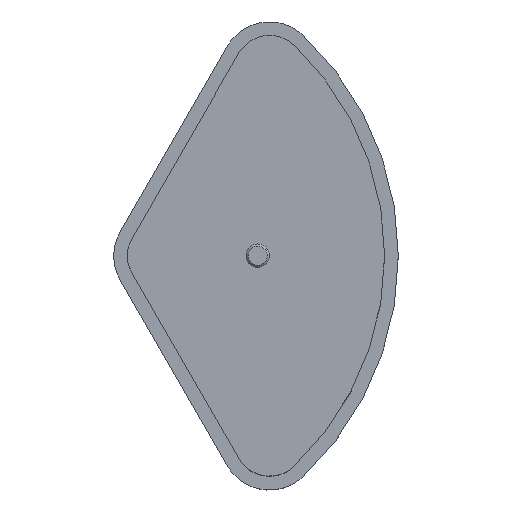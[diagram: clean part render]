
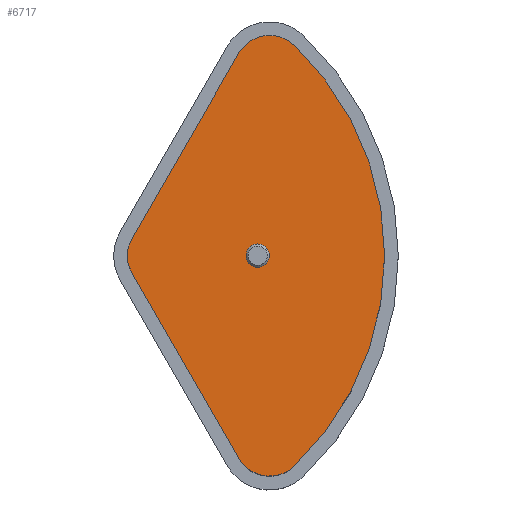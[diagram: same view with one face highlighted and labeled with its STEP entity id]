
A CAD part, top view. The second image highlights one B-rep face of the part: STEP entity #6717.
In plain terms, the highlighted planar face has unit normal (0, 0, 1).
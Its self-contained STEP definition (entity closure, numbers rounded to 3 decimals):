
#83 = EDGE_LOOP ( 'NONE', ( #1357, #13022, #654, #9549, #10702, #11847, #1469 ) ) ;
#328 = VECTOR ( 'NONE', #10284, 1000. ) ;
#566 = CARTESIAN_POINT ( 'NONE',  ( 44.6, 47.285, 32. ) ) ;
#588 = DIRECTION ( 'NONE',  ( -1., 0., 0. ) ) ;
#654 = ORIENTED_EDGE ( 'NONE', *, *, #10298, .F. ) ;
#851 = DIRECTION ( 'NONE',  ( 0., -1., 0. ) ) ;
#987 = FACE_OUTER_BOUND ( 'NONE', #83, .T. ) ;
#1344 = EDGE_CURVE ( 'NONE', #10174, #9638, #1684, .T. ) ;
#1357 = ORIENTED_EDGE ( 'NONE', *, *, #9363, .F. ) ;
#1375 = DIRECTION ( 'NONE',  ( -1., 0., 0. ) ) ;
#1469 = ORIENTED_EDGE ( 'NONE', *, *, #4559, .F. ) ;
#1505 = CIRCLE ( 'NONE', #10635, 9. ) ;
#1684 = LINE ( 'NONE', #12446, #328 ) ;
#1731 = CARTESIAN_POINT ( 'NONE',  ( 17.3, 0., 32. ) ) ;
#1844 = AXIS2_PLACEMENT_3D ( 'NONE', #1731, #14032, #10525 ) ;
#1873 = DIRECTION ( 'NONE',  ( -1., 0., 0. ) ) ;
#1917 = DIRECTION ( 'NONE',  ( -0.5, 0.866, 0. ) ) ;
#1948 = CARTESIAN_POINT ( 'NONE',  ( 39.002, 1.5, 32. ) ) ;
#2060 = EDGE_CURVE ( 'NONE', #7802, #8434, #9225, .T. ) ;
#2516 = CARTESIAN_POINT ( 'NONE',  ( 41.6, 0., 32. ) ) ;
#2974 = VERTEX_POINT ( 'NONE', #12782 ) ;
#3037 = AXIS2_PLACEMENT_3D ( 'NONE', #2516, #4673, #588 ) ;
#3048 = PLANE ( 'NONE',  #4920 ) ;
#3236 = EDGE_CURVE ( 'NONE', #9638, #13875, #12192, .T. ) ;
#3489 = AXIS2_PLACEMENT_3D ( 'NONE', #566, #4917, #11509 ) ;
#3910 = VECTOR ( 'NONE', #1917, 1000. ) ;
#4099 = DIRECTION ( 'NONE',  ( 0., 0., -1. ) ) ;
#4137 = AXIS2_PLACEMENT_3D ( 'NONE', #7503, #13373, #7930 ) ;
#4559 = EDGE_CURVE ( 'NONE', #5677, #2974, #9047, .T. ) ;
#4673 = DIRECTION ( 'NONE',  ( 0., 0., -1. ) ) ;
#4917 = DIRECTION ( 'NONE',  ( 0., 0., -1. ) ) ;
#4920 = AXIS2_PLACEMENT_3D ( 'NONE', #10780, #6422, #851 ) ;
#5080 = EDGE_CURVE ( 'NONE', #7286, #7339, #1505, .T. ) ;
#5224 = CARTESIAN_POINT ( 'NONE',  ( 9.506, 4.5, 32. ) ) ;
#5677 = VERTEX_POINT ( 'NONE', #12893 ) ;
#6217 = EDGE_LOOP ( 'NONE', ( #10859, #7171 ) ) ;
#6281 = CARTESIAN_POINT ( 'NONE',  ( 44.198, -1.5, 32. ) ) ;
#6422 = DIRECTION ( 'NONE',  ( 0., 0., -1. ) ) ;
#6535 = DIRECTION ( 'NONE',  ( 0., 0., -1. ) ) ;
#6717 = ADVANCED_FACE ( 'NONE', ( #7417, #987 ), #3048, .F. ) ;
#7171 = ORIENTED_EDGE ( 'NONE', *, *, #2060, .T. ) ;
#7235 = CARTESIAN_POINT ( 'NONE',  ( 50.775, 53.832, 32. ) ) ;
#7286 = VERTEX_POINT ( 'NONE', #10421 ) ;
#7339 = VERTEX_POINT ( 'NONE', #13921 ) ;
#7417 = FACE_BOUND ( 'NONE', #6217, .T. ) ;
#7503 = CARTESIAN_POINT ( 'NONE',  ( 0., 0., 32. ) ) ;
#7802 = VERTEX_POINT ( 'NONE', #1948 ) ;
#7930 = DIRECTION ( 'NONE',  ( -1., 0., 0. ) ) ;
#7969 = CARTESIAN_POINT ( 'NONE',  ( 41.6, 0., 32. ) ) ;
#8358 = CARTESIAN_POINT ( 'NONE',  ( 36.806, 51.785, 32. ) ) ;
#8434 = VERTEX_POINT ( 'NONE', #6281 ) ;
#8878 = EDGE_CURVE ( 'NONE', #8434, #7802, #13426, .T. ) ;
#9047 = CIRCLE ( 'NONE', #11334, 9. ) ;
#9112 = CARTESIAN_POINT ( 'NONE',  ( 17.3, 0., 32. ) ) ;
#9175 = CIRCLE ( 'NONE', #1844, 9. ) ;
#9225 = CIRCLE ( 'NONE', #3037, 3. ) ;
#9363 = EDGE_CURVE ( 'NONE', #7339, #5677, #9440, .T. ) ;
#9440 = LINE ( 'NONE', #13803, #3910 ) ;
#9549 = ORIENTED_EDGE ( 'NONE', *, *, #3236, .F. ) ;
#9638 = VERTEX_POINT ( 'NONE', #8358 ) ;
#9746 = AXIS2_PLACEMENT_3D ( 'NONE', #7969, #6535, #9971 ) ;
#9971 = DIRECTION ( 'NONE',  ( -1., 0., 0. ) ) ;
#10174 = VERTEX_POINT ( 'NONE', #5224 ) ;
#10284 = DIRECTION ( 'NONE',  ( 0.5, 0.866, 0. ) ) ;
#10298 = EDGE_CURVE ( 'NONE', #13875, #7286, #11464, .T. ) ;
#10421 = CARTESIAN_POINT ( 'NONE',  ( 50.775, -53.832, 32. ) ) ;
#10467 = EDGE_CURVE ( 'NONE', #2974, #10174, #9175, .T. ) ;
#10525 = DIRECTION ( 'NONE',  ( -1., 0., 0. ) ) ;
#10635 = AXIS2_PLACEMENT_3D ( 'NONE', #12708, #4099, #1873 ) ;
#10702 = ORIENTED_EDGE ( 'NONE', *, *, #1344, .F. ) ;
#10780 = CARTESIAN_POINT ( 'NONE',  ( 44.6, 47.285, 32. ) ) ;
#10859 = ORIENTED_EDGE ( 'NONE', *, *, #8878, .T. ) ;
#11334 = AXIS2_PLACEMENT_3D ( 'NONE', #9112, #13472, #1375 ) ;
#11464 = CIRCLE ( 'NONE', #4137, 74. ) ;
#11509 = DIRECTION ( 'NONE',  ( -1., 0., 0. ) ) ;
#11847 = ORIENTED_EDGE ( 'NONE', *, *, #10467, .F. ) ;
#12192 = CIRCLE ( 'NONE', #3489, 9. ) ;
#12446 = CARTESIAN_POINT ( 'NONE',  ( 36.806, 51.785, 32. ) ) ;
#12708 = CARTESIAN_POINT ( 'NONE',  ( 44.6, -47.285, 32. ) ) ;
#12782 = CARTESIAN_POINT ( 'NONE',  ( 8.3, 0., 32. ) ) ;
#12893 = CARTESIAN_POINT ( 'NONE',  ( 9.506, -4.5, 32. ) ) ;
#13022 = ORIENTED_EDGE ( 'NONE', *, *, #5080, .F. ) ;
#13373 = DIRECTION ( 'NONE',  ( 0., 0., -1. ) ) ;
#13426 = CIRCLE ( 'NONE', #9746, 3. ) ;
#13472 = DIRECTION ( 'NONE',  ( 0., 0., -1. ) ) ;
#13803 = CARTESIAN_POINT ( 'NONE',  ( 9.506, -4.5, 32. ) ) ;
#13875 = VERTEX_POINT ( 'NONE', #7235 ) ;
#13921 = CARTESIAN_POINT ( 'NONE',  ( 36.806, -51.785, 32. ) ) ;
#14032 = DIRECTION ( 'NONE',  ( 0., 0., -1. ) ) ;
